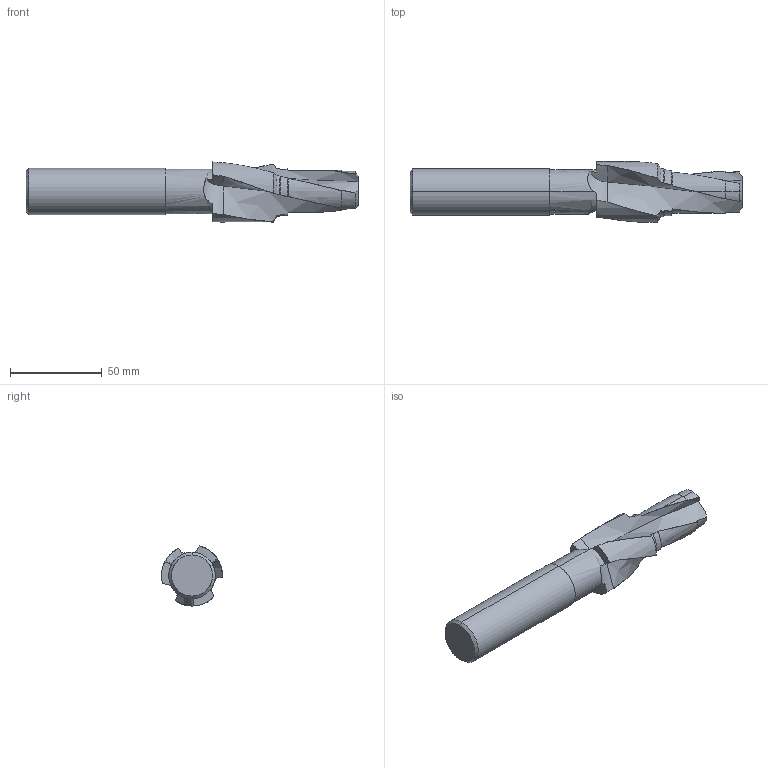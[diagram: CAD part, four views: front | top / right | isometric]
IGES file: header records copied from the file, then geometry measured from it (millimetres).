
Start section: SolidWorks IGES file using analytic representation for surfaces
Global section: file name: T-5-D-HSS.IGS; native system: SolidWorks 2014; preprocessor: SolidWorks 2014; author: Martin; date: 170612.132716; units: inch
Bounding box: 180.85 x 33.25 x 32.7 mm (x, y, z)
Surface area: 16785.6 mm2 (no closed solid volume)
Topology: 0 solids, 0 shells, 58 faces, 659 edges, 656 vertices
Faces by surface type: revolution 46, bspline 12
